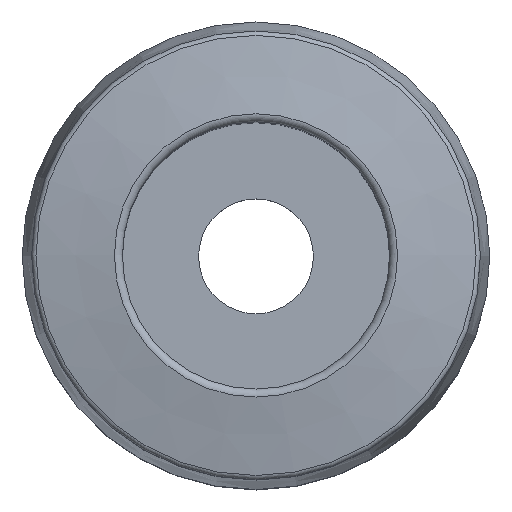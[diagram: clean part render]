
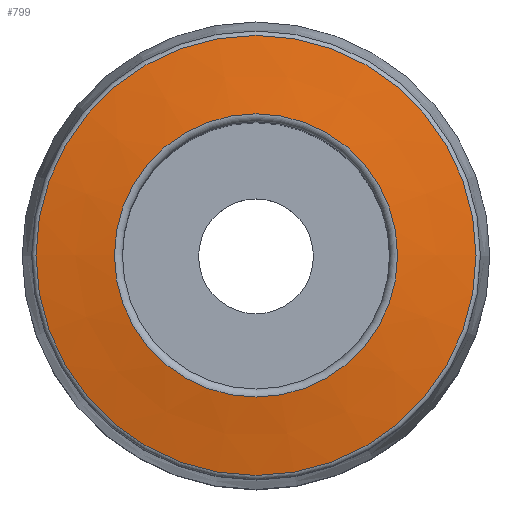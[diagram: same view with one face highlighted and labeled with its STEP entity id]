
A CAD part, top view. The second image highlights one B-rep face of the part: STEP entity #799.
In plain terms, the highlighted conical face has half-angle 80 degrees and reference radius 8.235 mm.
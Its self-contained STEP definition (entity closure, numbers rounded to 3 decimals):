
#30=CONICAL_SURFACE('',#854,8.235,1.396);
#45=CIRCLE('',#855,5.3);
#46=CIRCLE('',#856,8.235);
#138=ORIENTED_EDGE('',*,*,#240,.T.);
#139=ORIENTED_EDGE('',*,*,#241,.F.);
#240=EDGE_CURVE('',#290,#290,#45,.T.);
#241=EDGE_CURVE('',#291,#291,#46,.T.);
#290=VERTEX_POINT('',#1167);
#291=VERTEX_POINT('',#1169);
#338=EDGE_LOOP('',(#138));
#339=EDGE_LOOP('',(#139));
#414=FACE_BOUND('',#338,.T.);
#415=FACE_BOUND('',#339,.T.);
#799=ADVANCED_FACE('',(#414,#415),#30,.T.);
#854=AXIS2_PLACEMENT_3D('',#1165,#960,#961);
#855=AXIS2_PLACEMENT_3D('',#1166,#962,#963);
#856=AXIS2_PLACEMENT_3D('',#1168,#964,#965);
#960=DIRECTION('',(0.,0.,-1.));
#961=DIRECTION('',(-1.,0.,0.));
#962=DIRECTION('',(0.,0.,-1.));
#963=DIRECTION('',(-1.,0.,0.));
#964=DIRECTION('',(0.,0.,-1.));
#965=DIRECTION('',(-1.,0.,0.));
#1165=CARTESIAN_POINT('',(0.,0.,39.283));
#1166=CARTESIAN_POINT('',(0.,0.,39.8));
#1167=CARTESIAN_POINT('',(-5.3,0.,39.8));
#1168=CARTESIAN_POINT('',(0.,0.,39.283));
#1169=CARTESIAN_POINT('',(-8.235,0.,39.283));
